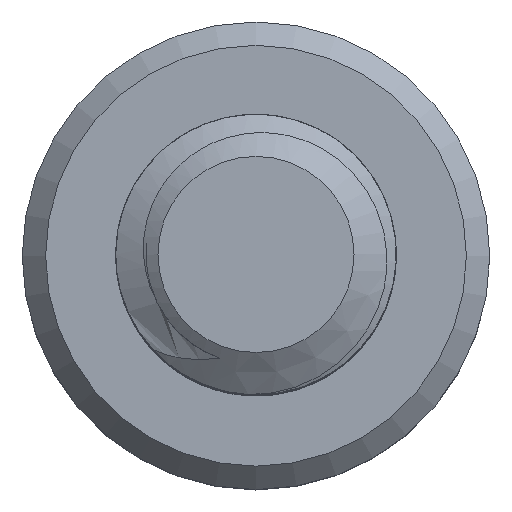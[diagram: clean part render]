
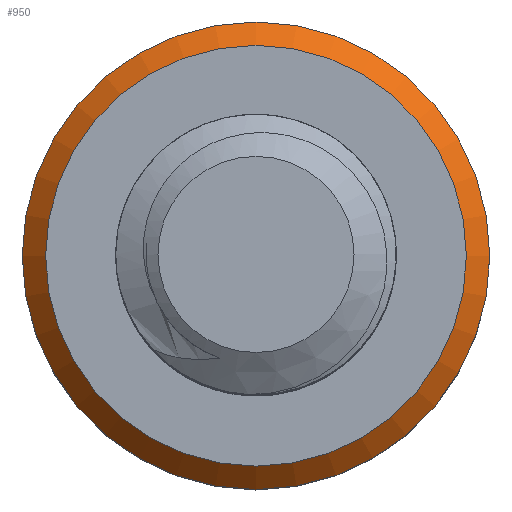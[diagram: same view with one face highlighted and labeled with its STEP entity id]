
A CAD part, top view. The second image highlights one B-rep face of the part: STEP entity #950.
In plain terms, the highlighted conical face has half-angle 45 degrees and reference radius 5 mm.
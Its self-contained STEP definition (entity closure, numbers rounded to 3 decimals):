
#35=CONICAL_SURFACE('',#1028,5.,0.785);
#76=FACE_OUTER_BOUND('',#132,.T.);
#132=EDGE_LOOP('',(#717,#718,#719,#720,#721,#722));
#160=CIRCLE('',#1029,5.);
#161=CIRCLE('',#1030,5.);
#162=CIRCLE('',#1031,4.5);
#163=CIRCLE('',#1032,4.5);
#283=LINE('',#7783,#331);
#331=VECTOR('',#1176,5.);
#415=VERTEX_POINT('',#7778);
#416=VERTEX_POINT('',#7779);
#417=VERTEX_POINT('',#7782);
#418=VERTEX_POINT('',#7784);
#540=EDGE_CURVE('',#415,#416,#160,.T.);
#541=EDGE_CURVE('',#416,#415,#161,.T.);
#542=EDGE_CURVE('',#416,#417,#283,.T.);
#543=EDGE_CURVE('',#418,#417,#162,.T.);
#544=EDGE_CURVE('',#417,#418,#163,.T.);
#717=ORIENTED_EDGE('',*,*,#540,.F.);
#718=ORIENTED_EDGE('',*,*,#541,.F.);
#719=ORIENTED_EDGE('',*,*,#542,.T.);
#720=ORIENTED_EDGE('',*,*,#543,.F.);
#721=ORIENTED_EDGE('',*,*,#544,.F.);
#722=ORIENTED_EDGE('',*,*,#542,.F.);
#950=ADVANCED_FACE('',(#76),#35,.T.);
#1028=AXIS2_PLACEMENT_3D('',#7777,#1170,#1171);
#1029=AXIS2_PLACEMENT_3D('',#7780,#1172,#1173);
#1030=AXIS2_PLACEMENT_3D('',#7781,#1174,#1175);
#1031=AXIS2_PLACEMENT_3D('',#7785,#1177,#1178);
#1032=AXIS2_PLACEMENT_3D('',#7786,#1179,#1180);
#1170=DIRECTION('center_axis',(0.,0.,-1.));
#1171=DIRECTION('ref_axis',(-1.,0.,0.));
#1172=DIRECTION('center_axis',(0.,0.,-1.));
#1173=DIRECTION('ref_axis',(-1.,0.,0.));
#1174=DIRECTION('center_axis',(0.,0.,-1.));
#1175=DIRECTION('ref_axis',(-1.,0.,0.));
#1176=DIRECTION('',(-0.707,0.,0.707));
#1177=DIRECTION('center_axis',(0.,0.,1.));
#1178=DIRECTION('ref_axis',(-1.,0.,0.));
#1179=DIRECTION('center_axis',(0.,0.,1.));
#1180=DIRECTION('ref_axis',(-1.,0.,0.));
#7777=CARTESIAN_POINT('Origin',(0.,0.,-16.5));
#7778=CARTESIAN_POINT('',(-5.,0.,-16.5));
#7779=CARTESIAN_POINT('',(5.,0.,-16.5));
#7780=CARTESIAN_POINT('Origin',(0.,0.,-16.5));
#7781=CARTESIAN_POINT('Origin',(0.,0.,-16.5));
#7782=CARTESIAN_POINT('',(4.5,0.,-16.));
#7783=CARTESIAN_POINT('',(5.,0.,-16.5));
#7784=CARTESIAN_POINT('',(-4.5,0.,-16.));
#7785=CARTESIAN_POINT('Origin',(0.,0.,-16.));
#7786=CARTESIAN_POINT('Origin',(0.,0.,-16.));
